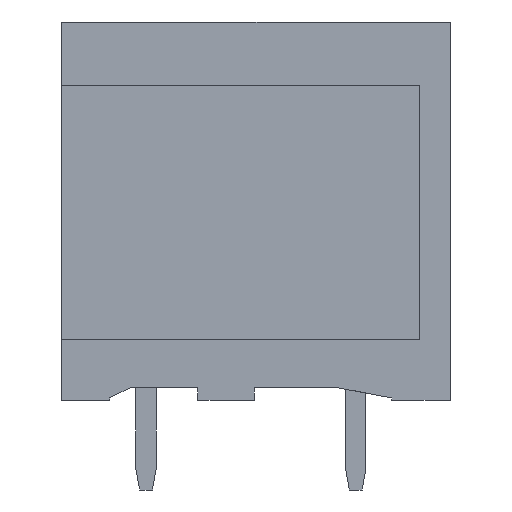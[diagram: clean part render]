
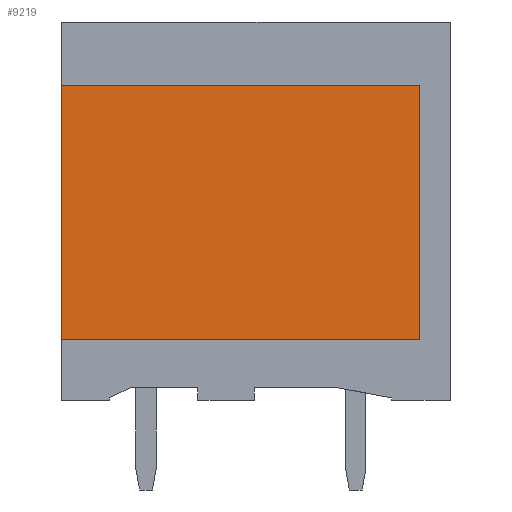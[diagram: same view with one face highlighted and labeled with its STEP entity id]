
A CAD part, left-side view. The second image highlights one B-rep face of the part: STEP entity #9219.
In plain terms, the highlighted planar face has unit normal (-1, 0, 0).
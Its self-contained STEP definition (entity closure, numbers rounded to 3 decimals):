
#9199=AXIS2_PLACEMENT_3D('Plane Axis2P3D',#9196,#9197,#9198) ;
#2907=CARTESIAN_POINT('Vertex',(1.1,15.2,5.9)) ;
#2910=CARTESIAN_POINT('Line Origine',(1.1,15.2,10.85)) ;
#2914=CARTESIAN_POINT('Vertex',(1.1,15.2,15.8)) ;
#9180=CARTESIAN_POINT('Vertex',(1.1,1.2,5.9)) ;
#9183=CARTESIAN_POINT('Line Origine',(1.1,8.2,5.9)) ;
#9196=CARTESIAN_POINT('Axis2P3D Location',(1.1,0.,5.9)) ;
#9201=CARTESIAN_POINT('Line Origine',(1.1,1.2,10.85)) ;
#9205=CARTESIAN_POINT('Vertex',(1.1,1.2,15.8)) ;
#9208=CARTESIAN_POINT('Line Origine',(1.1,8.2,15.8)) ;
#2911=DIRECTION('Vector Direction',(0.,0.,1.)) ;
#9184=DIRECTION('Vector Direction',(0.,1.,0.)) ;
#9197=DIRECTION('Axis2P3D Direction',(-1.,0.,0.)) ;
#9198=DIRECTION('Axis2P3D XDirection',(0.,0.,1.)) ;
#9202=DIRECTION('Vector Direction',(0.,0.,1.)) ;
#9209=DIRECTION('Vector Direction',(0.,1.,0.)) ;
#2912=VECTOR('Line Direction',#2911,1.) ;
#9185=VECTOR('Line Direction',#9184,1.) ;
#9203=VECTOR('Line Direction',#9202,1.) ;
#9210=VECTOR('Line Direction',#9209,1.) ;
#9214=ORIENTED_EDGE('',*,*,#9187,.F.) ;
#9215=ORIENTED_EDGE('',*,*,#9207,.T.) ;
#9216=ORIENTED_EDGE('',*,*,#9212,.T.) ;
#9217=ORIENTED_EDGE('',*,*,#2916,.F.) ;
#9219=ADVANCED_FACE('HOUSING',(#9218),#9200,.T.) ;
#2916=EDGE_CURVE('',#2908,#2915,#2913,.T.) ;
#9187=EDGE_CURVE('',#9181,#2908,#9186,.T.) ;
#9207=EDGE_CURVE('',#9181,#9206,#9204,.T.) ;
#9212=EDGE_CURVE('',#9206,#2915,#9211,.T.) ;
#9213=EDGE_LOOP('',(#9214,#9215,#9216,#9217)) ;
#9218=FACE_OUTER_BOUND('',#9213,.T.) ;
#2913=LINE('Line',#2910,#2912) ;
#9186=LINE('Line',#9183,#9185) ;
#9204=LINE('Line',#9201,#9203) ;
#9211=LINE('Line',#9208,#9210) ;
#9200=PLANE('',#9199) ;
#2908=VERTEX_POINT('',#2907) ;
#2915=VERTEX_POINT('',#2914) ;
#9181=VERTEX_POINT('',#9180) ;
#9206=VERTEX_POINT('',#9205) ;
